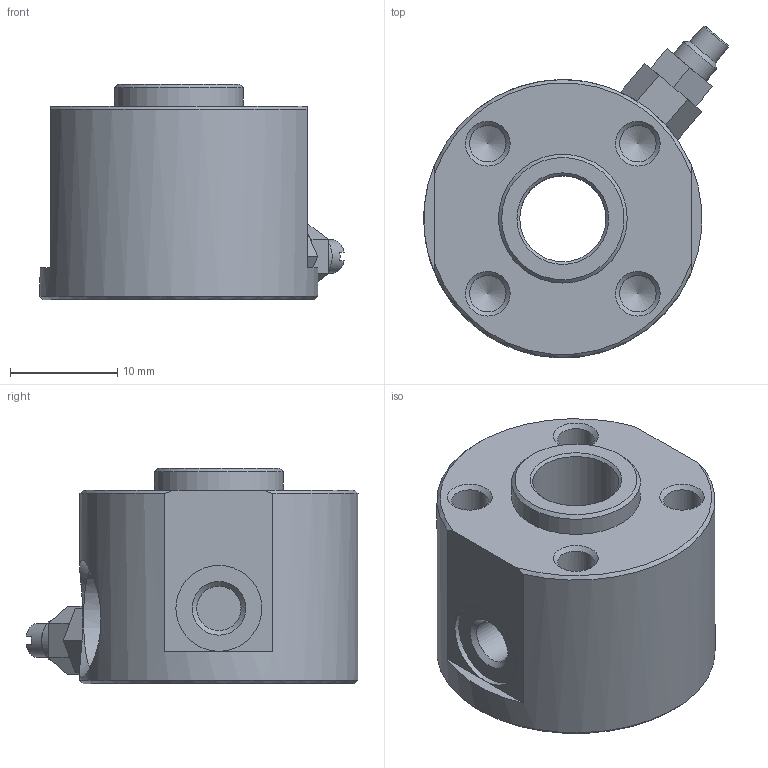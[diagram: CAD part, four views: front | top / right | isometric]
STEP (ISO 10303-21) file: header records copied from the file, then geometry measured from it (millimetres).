
FILE_DESCRIPTION(/* description */ ('OCG1 Head-OCG1 Cylinder'),/* implementation_level */ '2;1');
FILE_NAME(/* name */ 'HD_OCG13_4x6_Open-Extend.ipt.stp',/* time_stamp */ '2016-01-07T16:43:46-08:00',/* author */ ('Cadenas PARTsolutions'),/* organization */ ('PHD'),/* preprocessor_version */ 'ST-DEVELOPER v16.1',/* originating_system */ 'Autodesk Inventor 2016',/* authorisation */ '');
FILE_SCHEMA (('CONFIG_CONTROL_DESIGN','AUTOMOTIVE_DESIGN { 1 0 10303 214 3 1 1 }'));
Length unit declared in the file: inch
Products named in the file (1): HD_OCG13_4x6_Open-Extend
Bounding box: 28.35 x 30.91 x 20.04 mm (x, y, z)
Volume: 7663 mm3; surface area: 3792.9 mm2
Topology: 1 solids, 1 shells, 81 faces, 188 edges, 115 vertices
Faces by surface type: plane 46, cone 20, cylinder 15
Full cylindrical faces by diameter (mm): 3.141 x1, 3.404 x4, 3.988 x1, 4.134 x2, 8.001 x2, 8.026 x1, 11.989 x1, 25.908 x1
Entity records: 2113 total; most frequent: CARTESIAN_POINT 424, DIRECTION 348, ORIENTED_EDGE 298, EDGE_CURVE 149, AXIS2_PLACEMENT_3D 131, EDGE_LOOP 119, VERTEX_POINT 106, LINE 86
